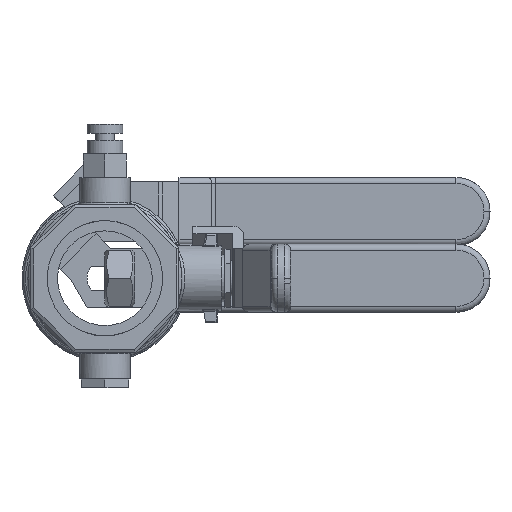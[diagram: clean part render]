
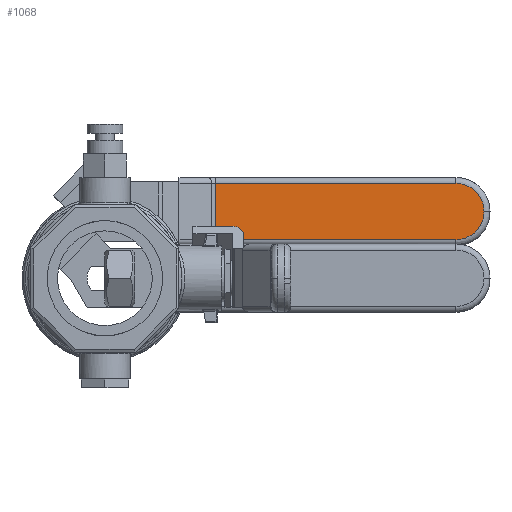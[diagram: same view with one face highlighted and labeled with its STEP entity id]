
A CAD part, front view. The second image highlights one B-rep face of the part: STEP entity #1068.
In plain terms, the highlighted planar face has unit normal (0, -1, 0).
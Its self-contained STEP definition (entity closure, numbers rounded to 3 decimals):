
#1068 = ADVANCED_FACE( '', ( #2181 ), #2182, .T. );
#2181 = FACE_OUTER_BOUND( '', #5497, .T. );
#2182 = PLANE( '', #5498 );
#5497 = EDGE_LOOP( '', ( #8304, #8305, #8306, #8307, #8308 ) );
#5498 = AXIS2_PLACEMENT_3D( '', #8309, #8310, #8311 );
#8304 = ORIENTED_EDGE( '', *, *, #9445, .T. );
#8305 = ORIENTED_EDGE( '', *, *, #8542, .T. );
#8306 = ORIENTED_EDGE( '', *, *, #9452, .T. );
#8307 = ORIENTED_EDGE( '', *, *, #9461, .T. );
#8308 = ORIENTED_EDGE( '', *, *, #9447, .F. );
#8309 = CARTESIAN_POINT( '', ( 36.6, 65.8, 22.5 ) );
#8310 = DIRECTION( '', ( 0., -1., 0. ) );
#8311 = DIRECTION( '', ( 0., 0., -1. ) );
#8542 = EDGE_CURVE( '', #9817, #9814, #9818, .T. );
#9445 = EDGE_CURVE( '', #11060, #9817, #11062, .T. );
#9447 = EDGE_CURVE( '', #11060, #10600, #11064, .T. );
#9452 = EDGE_CURVE( '', #9814, #10703, #11069, .T. );
#9461 = EDGE_CURVE( '', #10703, #10600, #11079, .T. );
#9814 = VERTEX_POINT( '', #12101 );
#9817 = VERTEX_POINT( '', #12113 );
#9818 = CIRCLE( '', #12114, 9.5 );
#10600 = VERTEX_POINT( '', #14207 );
#10703 = VERTEX_POINT( '', #14676 );
#11060 = VERTEX_POINT( '', #16081 );
#11062 = CIRCLE( '', #16092, 9.5 );
#11064 = LINE( '', #16094, #16095 );
#11069 = LINE( '', #16100, #16101 );
#11079 = LINE( '', #16111, #16112 );
#12101 = CARTESIAN_POINT( '', ( 118.5, 65.8, 32. ) );
#12113 = CARTESIAN_POINT( '', ( 128., 65.8, 22.5 ) );
#12114 = AXIS2_PLACEMENT_3D( '', #16336, #16337, #16338 );
#14207 = CARTESIAN_POINT( '', ( 37.328, 65.8, 13. ) );
#14676 = CARTESIAN_POINT( '', ( 37.328, 65.8, 32. ) );
#16081 = CARTESIAN_POINT( '', ( 118.5, 65.8, 13. ) );
#16092 = AXIS2_PLACEMENT_3D( '', #17173, #17174, #17175 );
#16094 = CARTESIAN_POINT( '', ( 78.664, 65.8, 13. ) );
#16095 = VECTOR( '', #17176, 1000. );
#16100 = CARTESIAN_POINT( '', ( 78.664, 65.8, 32. ) );
#16101 = VECTOR( '', #17177, 1000. );
#16111 = CARTESIAN_POINT( '', ( 37.328, 65.8, 22.5 ) );
#16112 = VECTOR( '', #17181, 1000. );
#16336 = CARTESIAN_POINT( '', ( 118.5, 65.8, 22.5 ) );
#16337 = DIRECTION( '', ( 0., -1., 0. ) );
#16338 = DIRECTION( '', ( 1., 0., 0. ) );
#17173 = CARTESIAN_POINT( '', ( 118.5, 65.8, 22.5 ) );
#17174 = DIRECTION( '', ( 0., -1., 0. ) );
#17175 = DIRECTION( '', ( 0., 0., -1. ) );
#17176 = DIRECTION( '', ( -1., 0., 0. ) );
#17177 = DIRECTION( '', ( -1., 0., 0. ) );
#17181 = DIRECTION( '', ( 0., 0., -1. ) );
